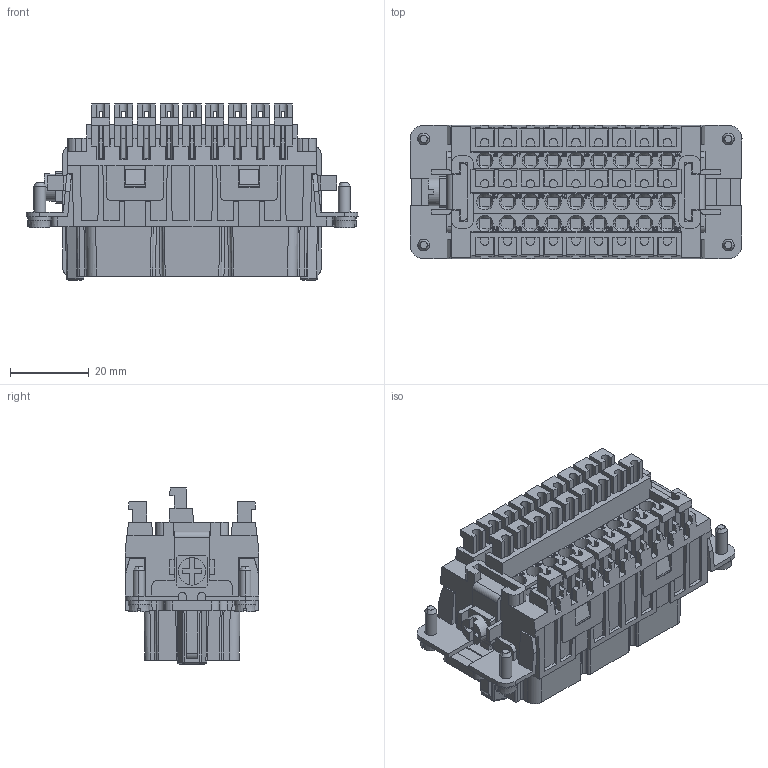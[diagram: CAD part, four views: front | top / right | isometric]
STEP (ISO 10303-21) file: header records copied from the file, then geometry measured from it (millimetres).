
FILE_DESCRIPTION(('Creo Elements/Direct Modeling STEP Export'),'2;1');
FILE_NAME('0lndrr043ins9sl3172','2016-07-05T15:49:15',(''),(''),'PTC Creo Elements/Direct Modeling STEP processor for AP214 (Solid Model)','PTC Creo Elements/Direct Modeling 19.0B 21-Mar-2015 (C) Parametric Technology GmbH','');
FILE_SCHEMA(('AUTOMOTIVE_DESIGN { 1 0 10303 214 1 1 1 1 }'));
Products named in the file (2): CDSHF_27_N
Assembly tree (1 placements, depth 2):
  CDSHF_27_N
    CDSHF_27_N
Bounding box: 84.5 x 34 x 44.8 mm (x, y, z)
Volume: 60353.2 mm3; surface area: 30867.2 mm2
Topology: 1 solids, 1 shells, 2232 faces, 11654 edges, 9725 vertices
Faces by surface type: plane 1734, cylinder 360, cone 124, sphere 12, torus 2
Entity records: 137056 total; most frequent: CARTESIAN_POINT 24819, ORIENTED_EDGE 23284, DIRECTION 15814, EDGE_CURVE 11642, VECTOR 10420, LINE 10420, VERTEX_POINT 9725, AXIS2_PLACEMENT_3D 2697
